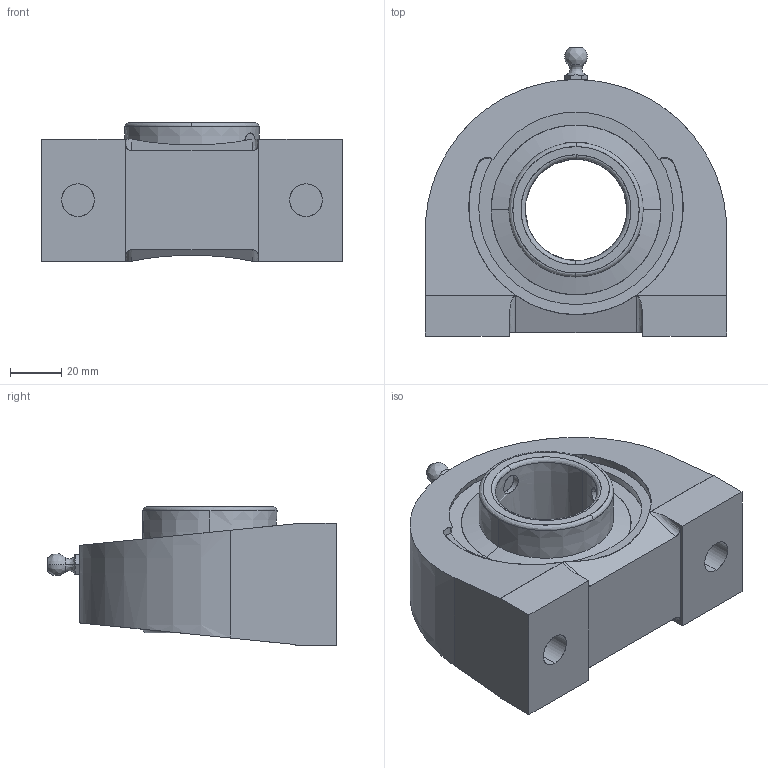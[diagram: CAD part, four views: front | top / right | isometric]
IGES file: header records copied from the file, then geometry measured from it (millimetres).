
Start section: SolidWorks IGES file using analytic representation for surfaces
Global section: file name: TBDEFAU050694248453.igs; native system: SolidWorks 2009; preprocessor: SolidWorks 2009; author: partstream; date: 090506.094248; units: millimetre
Bounding box: 117.47 x 112.45 x 53.98 mm (x, y, z)
Surface area: 47795.5 mm2 (no closed solid volume)
Topology: 0 solids, 0 shells, 93 faces, 2279 edges, 2279 vertices
Faces by surface type: bspline 57, revolution 36
